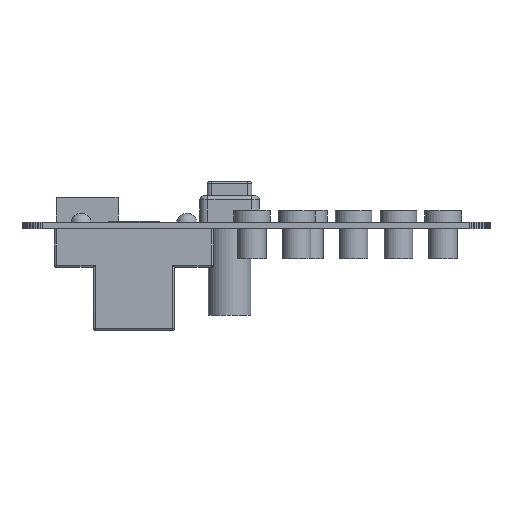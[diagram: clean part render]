
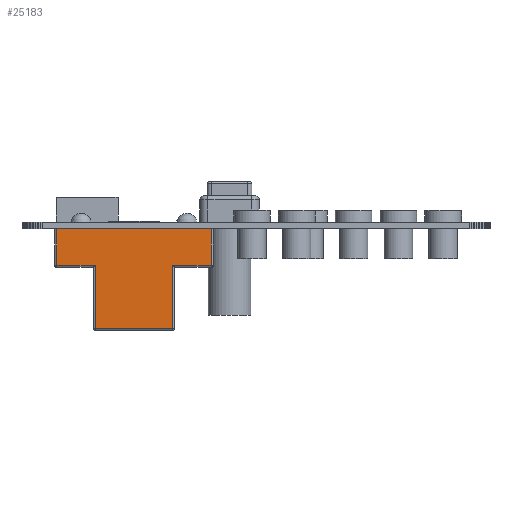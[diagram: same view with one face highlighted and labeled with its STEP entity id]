
A CAD part, front view. The second image highlights one B-rep face of the part: STEP entity #25183.
In plain terms, the highlighted planar face has unit normal (0, -1, 0).
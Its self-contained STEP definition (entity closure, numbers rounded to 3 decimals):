
#24559 = VERTEX_POINT('',#24560);
#24560 = CARTESIAN_POINT('',(-19.,-7.25,-9.));
#24568 = CYLINDRICAL_SURFACE('',#24569,0.5);
#24569 = AXIS2_PLACEMENT_3D('',#24570,#24571,#24572);
#24570 = CARTESIAN_POINT('',(9.75,-6.75,-9.));
#24571 = DIRECTION('',(-1.,0.,0.));
#24572 = DIRECTION('',(-0.,-0.707,-0.707));
#24633 = VERTEX_POINT('',#24634);
#24634 = CARTESIAN_POINT('',(-9.5,-7.25,-9.));
#24671 = CYLINDRICAL_SURFACE('',#24672,0.5);
#24672 = AXIS2_PLACEMENT_3D('',#24673,#24674,#24675);
#24673 = CARTESIAN_POINT('',(-9.5,-6.75,-4.75));
#24674 = DIRECTION('',(0.,0.,-1.));
#24675 = DIRECTION('',(-0.707,-0.707,-0.));
#24705 = EDGE_CURVE('',#24633,#24559,#24706,.T.);
#24706 = SURFACE_CURVE('',#24707,(#24711,#24718),.PCURVE_S1.);
#24707 = LINE('',#24708,#24709);
#24708 = CARTESIAN_POINT('',(9.75,-7.25,-9.));
#24709 = VECTOR('',#24710,1.);
#24710 = DIRECTION('',(-1.,0.,0.));
#24711 = PCURVE('',#24568,#24712);
#24712 = DEFINITIONAL_REPRESENTATION('',(#24713),#24717);
#24713 = LINE('',#24714,#24715);
#24714 = CARTESIAN_POINT('',(0.785,0.));
#24715 = VECTOR('',#24716,1.);
#24716 = DIRECTION('',(0.,1.));
#24717 = ( GEOMETRIC_REPRESENTATION_CONTEXT(2) 
PARAMETRIC_REPRESENTATION_CONTEXT() REPRESENTATION_CONTEXT('2D SPACE',''
  ) );
#24718 = PCURVE('',#24719,#24724);
#24719 = PLANE('',#24720);
#24720 = AXIS2_PLACEMENT_3D('',#24721,#24722,#24723);
#24721 = CARTESIAN_POINT('',(19.5,-7.25,0.));
#24722 = DIRECTION('',(0.,-1.,0.));
#24723 = DIRECTION('',(-1.,0.,0.));
#24724 = DEFINITIONAL_REPRESENTATION('',(#24725),#24729);
#24725 = LINE('',#24726,#24727);
#24726 = CARTESIAN_POINT('',(9.75,9.));
#24727 = VECTOR('',#24728,1.);
#24728 = DIRECTION('',(1.,0.));
#24729 = ( GEOMETRIC_REPRESENTATION_CONTEXT(2) 
PARAMETRIC_REPRESENTATION_CONTEXT() REPRESENTATION_CONTEXT('2D SPACE',''
  ) );
#24772 = CYLINDRICAL_SURFACE('',#24773,0.5);
#24773 = AXIS2_PLACEMENT_3D('',#24774,#24775,#24776);
#24774 = CARTESIAN_POINT('',(-19.,-6.75,0.));
#24775 = DIRECTION('',(0.,0.,-1.));
#24776 = DIRECTION('',(-0.707,-0.707,-0.));
#24905 = PLANE('',#24906);
#24906 = AXIS2_PLACEMENT_3D('',#24907,#24908,#24909);
#24907 = CARTESIAN_POINT('',(0.,0.,0.));
#24908 = DIRECTION('',(0.,0.,1.));
#24909 = DIRECTION('',(1.,0.,-0.));
#25134 = EDGE_CURVE('',#24559,#25135,#25137,.T.);
#25135 = VERTEX_POINT('',#25136);
#25136 = CARTESIAN_POINT('',(-19.,-7.25,0.));
#25137 = SURFACE_CURVE('',#25138,(#25142,#25149),.PCURVE_S1.);
#25138 = LINE('',#25139,#25140);
#25139 = CARTESIAN_POINT('',(-19.,-7.25,0.));
#25140 = VECTOR('',#25141,1.);
#25141 = DIRECTION('',(0.,0.,1.));
#25142 = PCURVE('',#24772,#25143);
#25143 = DEFINITIONAL_REPRESENTATION('',(#25144),#25148);
#25144 = LINE('',#25145,#25146);
#25145 = CARTESIAN_POINT('',(-0.785,0.));
#25146 = VECTOR('',#25147,1.);
#25147 = DIRECTION('',(0.,-1.));
#25148 = ( GEOMETRIC_REPRESENTATION_CONTEXT(2) 
PARAMETRIC_REPRESENTATION_CONTEXT() REPRESENTATION_CONTEXT('2D SPACE',''
  ) );
#25149 = PCURVE('',#24719,#25150);
#25150 = DEFINITIONAL_REPRESENTATION('',(#25151),#25155);
#25151 = LINE('',#25152,#25153);
#25152 = CARTESIAN_POINT('',(38.5,0.));
#25153 = VECTOR('',#25154,1.);
#25154 = DIRECTION('',(0.,-1.));
#25155 = ( GEOMETRIC_REPRESENTATION_CONTEXT(2) 
PARAMETRIC_REPRESENTATION_CONTEXT() REPRESENTATION_CONTEXT('2D SPACE',''
  ) );
#25183 = ADVANCED_FACE('',(#25184),#24719,.T.);
#25184 = FACE_BOUND('',#25185,.T.);
#25185 = EDGE_LOOP('',(#25186,#25187,#25210,#25238,#25266,#25294,#25322,
    #25343));
#25186 = ORIENTED_EDGE('',*,*,#24705,.F.);
#25187 = ORIENTED_EDGE('',*,*,#25188,.F.);
#25188 = EDGE_CURVE('',#25189,#24633,#25191,.T.);
#25189 = VERTEX_POINT('',#25190);
#25190 = CARTESIAN_POINT('',(-9.5,-7.25,-24.5));
#25191 = SURFACE_CURVE('',#25192,(#25196,#25203),.PCURVE_S1.);
#25192 = LINE('',#25193,#25194);
#25193 = CARTESIAN_POINT('',(-9.5,-7.25,-4.75));
#25194 = VECTOR('',#25195,1.);
#25195 = DIRECTION('',(0.,0.,1.));
#25196 = PCURVE('',#24719,#25197);
#25197 = DEFINITIONAL_REPRESENTATION('',(#25198),#25202);
#25198 = LINE('',#25199,#25200);
#25199 = CARTESIAN_POINT('',(29.,4.75));
#25200 = VECTOR('',#25201,1.);
#25201 = DIRECTION('',(0.,-1.));
#25202 = ( GEOMETRIC_REPRESENTATION_CONTEXT(2) 
PARAMETRIC_REPRESENTATION_CONTEXT() REPRESENTATION_CONTEXT('2D SPACE',''
  ) );
#25203 = PCURVE('',#24671,#25204);
#25204 = DEFINITIONAL_REPRESENTATION('',(#25205),#25209);
#25205 = LINE('',#25206,#25207);
#25206 = CARTESIAN_POINT('',(-0.785,0.));
#25207 = VECTOR('',#25208,1.);
#25208 = DIRECTION('',(0.,-1.));
#25209 = ( GEOMETRIC_REPRESENTATION_CONTEXT(2) 
PARAMETRIC_REPRESENTATION_CONTEXT() REPRESENTATION_CONTEXT('2D SPACE',''
  ) );
#25210 = ORIENTED_EDGE('',*,*,#25211,.F.);
#25211 = EDGE_CURVE('',#25212,#25189,#25214,.T.);
#25212 = VERTEX_POINT('',#25213);
#25213 = CARTESIAN_POINT('',(9.5,-7.25,-24.5));
#25214 = SURFACE_CURVE('',#25215,(#25219,#25226),.PCURVE_S1.);
#25215 = LINE('',#25216,#25217);
#25216 = CARTESIAN_POINT('',(9.75,-7.25,-24.5));
#25217 = VECTOR('',#25218,1.);
#25218 = DIRECTION('',(-1.,0.,0.));
#25219 = PCURVE('',#24719,#25220);
#25220 = DEFINITIONAL_REPRESENTATION('',(#25221),#25225);
#25221 = LINE('',#25222,#25223);
#25222 = CARTESIAN_POINT('',(9.75,24.5));
#25223 = VECTOR('',#25224,1.);
#25224 = DIRECTION('',(1.,0.));
#25225 = ( GEOMETRIC_REPRESENTATION_CONTEXT(2) 
PARAMETRIC_REPRESENTATION_CONTEXT() REPRESENTATION_CONTEXT('2D SPACE',''
  ) );
#25226 = PCURVE('',#25227,#25232);
#25227 = CYLINDRICAL_SURFACE('',#25228,0.5);
#25228 = AXIS2_PLACEMENT_3D('',#25229,#25230,#25231);
#25229 = CARTESIAN_POINT('',(9.75,-6.75,-24.5));
#25230 = DIRECTION('',(-1.,0.,0.));
#25231 = DIRECTION('',(-0.,-0.707,-0.707));
#25232 = DEFINITIONAL_REPRESENTATION('',(#25233),#25237);
#25233 = LINE('',#25234,#25235);
#25234 = CARTESIAN_POINT('',(7.069,0.));
#25235 = VECTOR('',#25236,1.);
#25236 = DIRECTION('',(0.,1.));
#25237 = ( GEOMETRIC_REPRESENTATION_CONTEXT(2) 
PARAMETRIC_REPRESENTATION_CONTEXT() REPRESENTATION_CONTEXT('2D SPACE',''
  ) );
#25238 = ORIENTED_EDGE('',*,*,#25239,.F.);
#25239 = EDGE_CURVE('',#25240,#25212,#25242,.T.);
#25240 = VERTEX_POINT('',#25241);
#25241 = CARTESIAN_POINT('',(9.5,-7.25,-9.));
#25242 = SURFACE_CURVE('',#25243,(#25247,#25254),.PCURVE_S1.);
#25243 = LINE('',#25244,#25245);
#25244 = CARTESIAN_POINT('',(9.5,-7.25,-4.75));
#25245 = VECTOR('',#25246,1.);
#25246 = DIRECTION('',(0.,0.,-1.));
#25247 = PCURVE('',#24719,#25248);
#25248 = DEFINITIONAL_REPRESENTATION('',(#25249),#25253);
#25249 = LINE('',#25250,#25251);
#25250 = CARTESIAN_POINT('',(10.,4.75));
#25251 = VECTOR('',#25252,1.);
#25252 = DIRECTION('',(0.,1.));
#25253 = ( GEOMETRIC_REPRESENTATION_CONTEXT(2) 
PARAMETRIC_REPRESENTATION_CONTEXT() REPRESENTATION_CONTEXT('2D SPACE',''
  ) );
#25254 = PCURVE('',#25255,#25260);
#25255 = CYLINDRICAL_SURFACE('',#25256,0.5);
#25256 = AXIS2_PLACEMENT_3D('',#25257,#25258,#25259);
#25257 = CARTESIAN_POINT('',(9.5,-6.75,-4.75));
#25258 = DIRECTION('',(0.,0.,-1.));
#25259 = DIRECTION('',(0.707,-0.707,0.));
#25260 = DEFINITIONAL_REPRESENTATION('',(#25261),#25265);
#25261 = LINE('',#25262,#25263);
#25262 = CARTESIAN_POINT('',(0.785,0.));
#25263 = VECTOR('',#25264,1.);
#25264 = DIRECTION('',(0.,1.));
#25265 = ( GEOMETRIC_REPRESENTATION_CONTEXT(2) 
PARAMETRIC_REPRESENTATION_CONTEXT() REPRESENTATION_CONTEXT('2D SPACE',''
  ) );
#25266 = ORIENTED_EDGE('',*,*,#25267,.F.);
#25267 = EDGE_CURVE('',#25268,#25240,#25270,.T.);
#25268 = VERTEX_POINT('',#25269);
#25269 = CARTESIAN_POINT('',(19.,-7.25,-9.));
#25270 = SURFACE_CURVE('',#25271,(#25275,#25282),.PCURVE_S1.);
#25271 = LINE('',#25272,#25273);
#25272 = CARTESIAN_POINT('',(9.75,-7.25,-9.));
#25273 = VECTOR('',#25274,1.);
#25274 = DIRECTION('',(-1.,0.,0.));
#25275 = PCURVE('',#24719,#25276);
#25276 = DEFINITIONAL_REPRESENTATION('',(#25277),#25281);
#25277 = LINE('',#25278,#25279);
#25278 = CARTESIAN_POINT('',(9.75,9.));
#25279 = VECTOR('',#25280,1.);
#25280 = DIRECTION('',(1.,0.));
#25281 = ( GEOMETRIC_REPRESENTATION_CONTEXT(2) 
PARAMETRIC_REPRESENTATION_CONTEXT() REPRESENTATION_CONTEXT('2D SPACE',''
  ) );
#25282 = PCURVE('',#25283,#25288);
#25283 = CYLINDRICAL_SURFACE('',#25284,0.5);
#25284 = AXIS2_PLACEMENT_3D('',#25285,#25286,#25287);
#25285 = CARTESIAN_POINT('',(9.75,-6.75,-9.));
#25286 = DIRECTION('',(-1.,0.,0.));
#25287 = DIRECTION('',(-0.,-0.707,-0.707));
#25288 = DEFINITIONAL_REPRESENTATION('',(#25289),#25293);
#25289 = LINE('',#25290,#25291);
#25290 = CARTESIAN_POINT('',(7.069,0.));
#25291 = VECTOR('',#25292,1.);
#25292 = DIRECTION('',(0.,1.));
#25293 = ( GEOMETRIC_REPRESENTATION_CONTEXT(2) 
PARAMETRIC_REPRESENTATION_CONTEXT() REPRESENTATION_CONTEXT('2D SPACE',''
  ) );
#25294 = ORIENTED_EDGE('',*,*,#25295,.F.);
#25295 = EDGE_CURVE('',#25296,#25268,#25298,.T.);
#25296 = VERTEX_POINT('',#25297);
#25297 = CARTESIAN_POINT('',(19.,-7.25,0.));
#25298 = SURFACE_CURVE('',#25299,(#25303,#25310),.PCURVE_S1.);
#25299 = LINE('',#25300,#25301);
#25300 = CARTESIAN_POINT('',(19.,-7.25,0.));
#25301 = VECTOR('',#25302,1.);
#25302 = DIRECTION('',(0.,0.,-1.));
#25303 = PCURVE('',#24719,#25304);
#25304 = DEFINITIONAL_REPRESENTATION('',(#25305),#25309);
#25305 = LINE('',#25306,#25307);
#25306 = CARTESIAN_POINT('',(0.5,0.));
#25307 = VECTOR('',#25308,1.);
#25308 = DIRECTION('',(0.,1.));
#25309 = ( GEOMETRIC_REPRESENTATION_CONTEXT(2) 
PARAMETRIC_REPRESENTATION_CONTEXT() REPRESENTATION_CONTEXT('2D SPACE',''
  ) );
#25310 = PCURVE('',#25311,#25316);
#25311 = CYLINDRICAL_SURFACE('',#25312,0.5);
#25312 = AXIS2_PLACEMENT_3D('',#25313,#25314,#25315);
#25313 = CARTESIAN_POINT('',(19.,-6.75,0.));
#25314 = DIRECTION('',(0.,0.,-1.));
#25315 = DIRECTION('',(0.707,-0.707,0.));
#25316 = DEFINITIONAL_REPRESENTATION('',(#25317),#25321);
#25317 = LINE('',#25318,#25319);
#25318 = CARTESIAN_POINT('',(7.069,0.));
#25319 = VECTOR('',#25320,1.);
#25320 = DIRECTION('',(0.,1.));
#25321 = ( GEOMETRIC_REPRESENTATION_CONTEXT(2) 
PARAMETRIC_REPRESENTATION_CONTEXT() REPRESENTATION_CONTEXT('2D SPACE',''
  ) );
#25322 = ORIENTED_EDGE('',*,*,#25323,.T.);
#25323 = EDGE_CURVE('',#25296,#25135,#25324,.T.);
#25324 = SURFACE_CURVE('',#25325,(#25329,#25336),.PCURVE_S1.);
#25325 = LINE('',#25326,#25327);
#25326 = CARTESIAN_POINT('',(19.5,-7.25,0.));
#25327 = VECTOR('',#25328,1.);
#25328 = DIRECTION('',(-1.,0.,0.));
#25329 = PCURVE('',#24719,#25330);
#25330 = DEFINITIONAL_REPRESENTATION('',(#25331),#25335);
#25331 = LINE('',#25332,#25333);
#25332 = CARTESIAN_POINT('',(0.,-0.));
#25333 = VECTOR('',#25334,1.);
#25334 = DIRECTION('',(1.,0.));
#25335 = ( GEOMETRIC_REPRESENTATION_CONTEXT(2) 
PARAMETRIC_REPRESENTATION_CONTEXT() REPRESENTATION_CONTEXT('2D SPACE',''
  ) );
#25336 = PCURVE('',#24905,#25337);
#25337 = DEFINITIONAL_REPRESENTATION('',(#25338),#25342);
#25338 = LINE('',#25339,#25340);
#25339 = CARTESIAN_POINT('',(19.5,-7.25));
#25340 = VECTOR('',#25341,1.);
#25341 = DIRECTION('',(-1.,0.));
#25342 = ( GEOMETRIC_REPRESENTATION_CONTEXT(2) 
PARAMETRIC_REPRESENTATION_CONTEXT() REPRESENTATION_CONTEXT('2D SPACE',''
  ) );
#25343 = ORIENTED_EDGE('',*,*,#25134,.F.);
